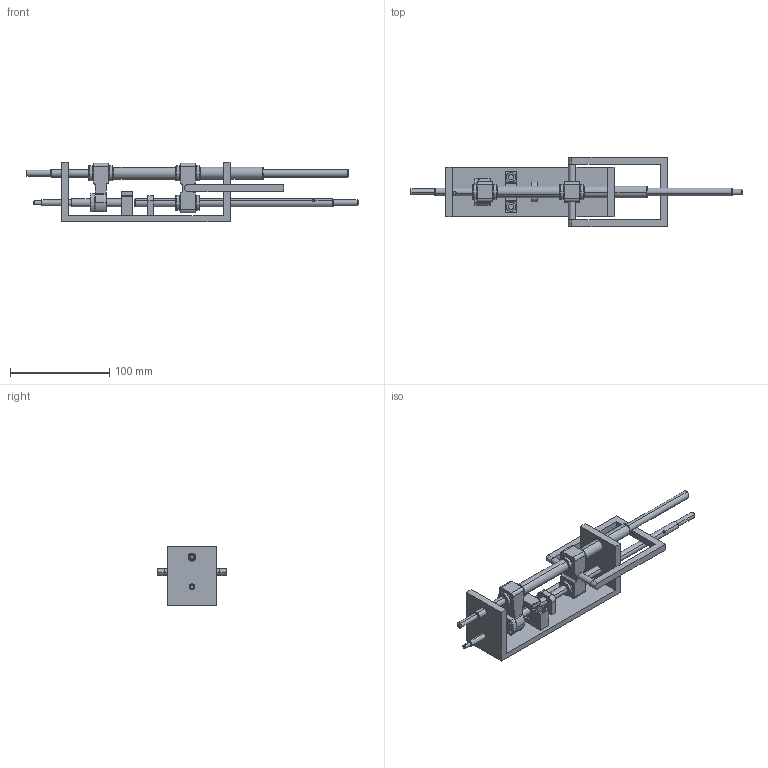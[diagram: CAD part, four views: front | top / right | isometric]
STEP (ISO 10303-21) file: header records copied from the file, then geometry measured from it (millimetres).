
FILE_DESCRIPTION (( 'STEP AP214' ), '1' );
FILE_NAME ('test.STEP', '2025-03-27T02:32:40', ( '' ), ( '' ), 'SwSTEP 2.0', 'SolidWorks 2022', '' );
FILE_SCHEMA (( 'AUTOMOTIVE_DESIGN' ));
Length unit declared in the file: millimetre
Products named in the file (16): RRING-C-EXT-6; WF12-65; C-TBSE0802-100; Part5; C-TEF6; PSGZH8-200-F25-B15-P6-N3-H20; E-LBM8UU; Part3; Part6; Part4; C-TBSE0802-100_b; C-TEF6_h; Part1; test; PSGZH8-300-F25-B15-P6-N3-H20; C-TBSE0802_n
Assembly tree (18 placements, depth 3):
  test
    Part1
    C-TBSE0802-100
      C-TBSE0802-100_b
      C-TBSE0802_n
    C-TEF6
      C-TEF6_h
      RRING-C-EXT-6
    E-LBM8UU  x3
    PSGZH8-300-F25-B15-P6-N3-H20
    WF12-65  x2
    Part3
    Part4
    Part5
    PSGZH8-200-F25-B15-P6-N3-H20
    Part6
Bounding box: 334.87 x 70 x 60 mm (x, y, z)
Volume: 175598.6 mm3; surface area: 90254.9 mm2
Topology: 16 solids, 16 shells, 396 faces, 952 edges, 602 vertices
Faces by surface type: cylinder 170, plane 122, torus 70, cone 34
Entity records: 12486 total; most frequent: CARTESIAN_POINT 4205, DIRECTION 1608, ORIENTED_EDGE 1566, EDGE_CURVE 783, AXIS2_PLACEMENT_3D 623, VERTEX_POINT 498, EDGE_LOOP 389, LINE 362
